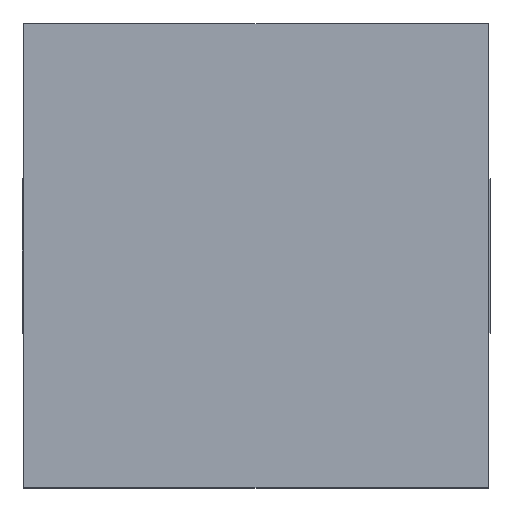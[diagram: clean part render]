
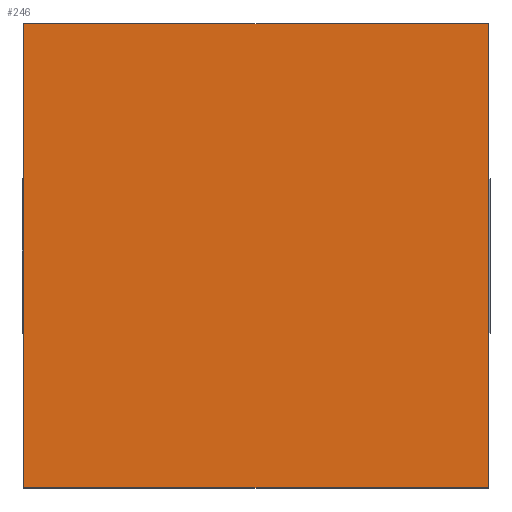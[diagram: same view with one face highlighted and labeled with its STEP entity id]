
A CAD part, top view. The second image highlights one B-rep face of the part: STEP entity #246.
In plain terms, the highlighted planar face has unit normal (0, 0, 1).
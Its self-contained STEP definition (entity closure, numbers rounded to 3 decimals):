
#24 = VERTEX_POINT('',#25);
#25 = CARTESIAN_POINT('',(-6.,6.,3.));
#31 = EDGE_CURVE('',#24,#32,#34,.T.);
#32 = VERTEX_POINT('',#33);
#33 = CARTESIAN_POINT('',(6.,6.,3.));
#34 = LINE('',#35,#36);
#35 = CARTESIAN_POINT('',(-6.,6.,3.));
#36 = VECTOR('',#37,1.);
#37 = DIRECTION('',(1.,0.,0.));
#72 = VERTEX_POINT('',#73);
#73 = CARTESIAN_POINT('',(-6.,-6.,3.));
#79 = EDGE_CURVE('',#72,#24,#80,.T.);
#80 = LINE('',#81,#82);
#81 = CARTESIAN_POINT('',(-6.,-6.,3.));
#82 = VECTOR('',#83,1.);
#83 = DIRECTION('',(0.,1.,0.));
#133 = EDGE_CURVE('',#32,#134,#136,.T.);
#134 = VERTEX_POINT('',#135);
#135 = CARTESIAN_POINT('',(6.,-6.,3.));
#136 = LINE('',#137,#138);
#137 = CARTESIAN_POINT('',(6.,6.,3.));
#138 = VECTOR('',#139,1.);
#139 = DIRECTION('',(0.,-1.,0.));
#246 = ADVANCED_FACE('',(#247),#258,.F.);
#247 = FACE_BOUND('',#248,.F.);
#248 = EDGE_LOOP('',(#249,#250,#251,#257));
#249 = ORIENTED_EDGE('',*,*,#31,.T.);
#250 = ORIENTED_EDGE('',*,*,#133,.T.);
#251 = ORIENTED_EDGE('',*,*,#252,.T.);
#252 = EDGE_CURVE('',#134,#72,#253,.T.);
#253 = LINE('',#254,#255);
#254 = CARTESIAN_POINT('',(6.,-6.,3.));
#255 = VECTOR('',#256,1.);
#256 = DIRECTION('',(-1.,0.,0.));
#257 = ORIENTED_EDGE('',*,*,#79,.T.);
#258 = PLANE('',#259);
#259 = AXIS2_PLACEMENT_3D('',#260,#261,#262);
#260 = CARTESIAN_POINT('',(0.,0.,3.));
#261 = DIRECTION('',(-0.,-0.,-1.));
#262 = DIRECTION('',(-1.,0.,0.));
